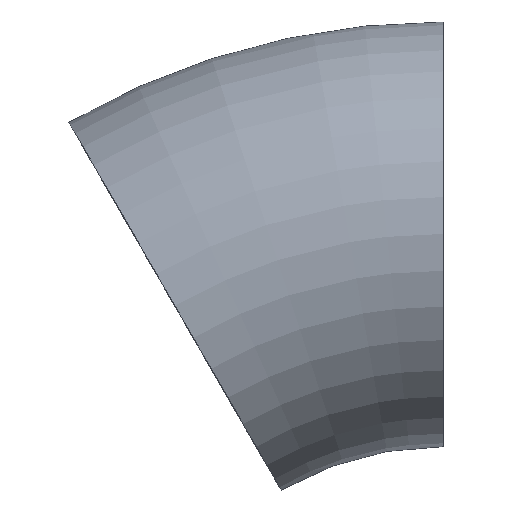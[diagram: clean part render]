
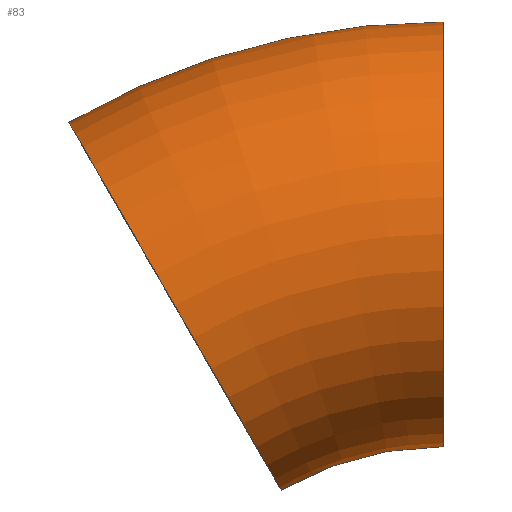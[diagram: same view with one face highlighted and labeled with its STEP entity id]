
A CAD part, top view. The second image highlights one B-rep face of the part: STEP entity #83.
In plain terms, the highlighted toroidal (fillet/blend) face has major radius 76.2 mm and minor radius 30.15 mm.
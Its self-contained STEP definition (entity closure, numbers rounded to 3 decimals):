
#13 = DIRECTION ( 'NONE',  ( 1., 0., 0. ) ) ;
#14 = DIRECTION ( 'NONE',  ( 0., 0., -1. ) ) ;
#24 = VERTEX_POINT ( 'NONE', #66 ) ;
#31 = CARTESIAN_POINT ( 'NONE',  ( 0., 0., 0. ) ) ;
#33 = EDGE_CURVE ( 'NONE', #24, #214, #230, .T. ) ;
#34 = DIRECTION ( 'NONE',  ( 0., 0., 1. ) ) ;
#38 = EDGE_CURVE ( 'NONE', #71, #233, #174, .T. ) ;
#47 = DIRECTION ( 'NONE',  ( 0., 0., 1. ) ) ;
#49 = DIRECTION ( 'NONE',  ( 1., 0., 0. ) ) ;
#57 = TOROIDAL_SURFACE ( 'NONE', #200, 76.2, 30.15 ) ;
#66 = CARTESIAN_POINT ( 'NONE',  ( 0., 46.05, 0. ) ) ;
#68 = ORIENTED_EDGE ( 'NONE', *, *, #189, .T. ) ;
#71 = VERTEX_POINT ( 'NONE', #125 ) ;
#79 = CIRCLE ( 'NONE', #155, 30.15 ) ;
#83 = ADVANCED_FACE ( 'NONE', ( #133 ), #57, .T. ) ;
#85 = DIRECTION ( 'NONE',  ( 0., 0., 1. ) ) ;
#92 = DIRECTION ( 'NONE',  ( 0., 0., -1. ) ) ;
#93 = DIRECTION ( 'NONE',  ( 0.866, 0.5, 0. ) ) ;
#118 = CARTESIAN_POINT ( 'NONE',  ( -23.025, 39.88, 0. ) ) ;
#125 = CARTESIAN_POINT ( 'NONE',  ( 0., 106.35, 0. ) ) ;
#133 = FACE_OUTER_BOUND ( 'NONE', #145, .T. ) ;
#138 = AXIS2_PLACEMENT_3D ( 'NONE', #242, #49, #14 ) ;
#145 = EDGE_LOOP ( 'NONE', ( #236, #164, #68, #176 ) ) ;
#147 = AXIS2_PLACEMENT_3D ( 'NONE', #175, #47, #149 ) ;
#148 = EDGE_CURVE ( 'NONE', #71, #24, #177, .T. ) ;
#149 = DIRECTION ( 'NONE',  ( 1., 0., 0. ) ) ;
#155 = AXIS2_PLACEMENT_3D ( 'NONE', #185, #93, #92 ) ;
#160 = DIRECTION ( 'NONE',  ( 1., 0., 0. ) ) ;
#164 = ORIENTED_EDGE ( 'NONE', *, *, #38, .T. ) ;
#169 = CARTESIAN_POINT ( 'NONE',  ( -53.175, 92.102, 0. ) ) ;
#174 = CIRCLE ( 'NONE', #203, 106.35 ) ;
#175 = CARTESIAN_POINT ( 'NONE',  ( 0., 0., 0. ) ) ;
#176 = ORIENTED_EDGE ( 'NONE', *, *, #33, .F. ) ;
#177 = CIRCLE ( 'NONE', #138, 30.15 ) ;
#185 = CARTESIAN_POINT ( 'NONE',  ( -38.1, 65.991, 0. ) ) ;
#189 = EDGE_CURVE ( 'NONE', #233, #214, #79, .T. ) ;
#200 = AXIS2_PLACEMENT_3D ( 'NONE', #31, #34, #13 ) ;
#201 = CARTESIAN_POINT ( 'NONE',  ( 0., 0., 0. ) ) ;
#203 = AXIS2_PLACEMENT_3D ( 'NONE', #201, #85, #160 ) ;
#214 = VERTEX_POINT ( 'NONE', #118 ) ;
#230 = CIRCLE ( 'NONE', #147, 46.05 ) ;
#233 = VERTEX_POINT ( 'NONE', #169 ) ;
#236 = ORIENTED_EDGE ( 'NONE', *, *, #148, .F. ) ;
#242 = CARTESIAN_POINT ( 'NONE',  ( 0., 76.2, 0. ) ) ;
